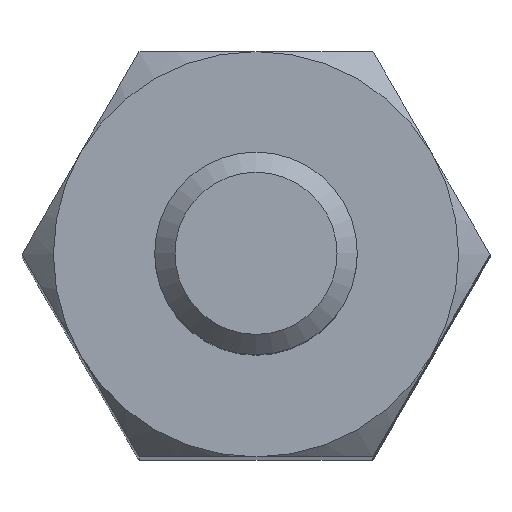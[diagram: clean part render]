
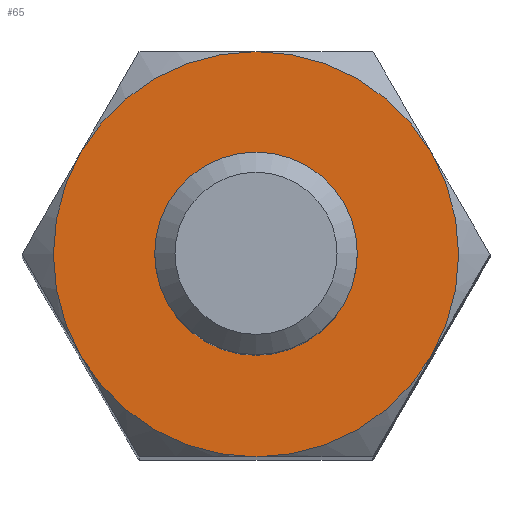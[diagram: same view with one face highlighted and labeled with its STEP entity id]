
A CAD part, top view. The second image highlights one B-rep face of the part: STEP entity #65.
In plain terms, the highlighted planar face has unit normal (0, 0, 1).
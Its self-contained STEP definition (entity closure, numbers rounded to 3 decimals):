
#65 = ADVANCED_FACE( '', ( #150, #151 ), #152, .T. );
#150 = FACE_BOUND( '', #262, .T. );
#151 = FACE_OUTER_BOUND( '', #263, .T. );
#152 = PLANE( '', #264 );
#262 = EDGE_LOOP( '', ( #384 ) );
#263 = EDGE_LOOP( '', ( #385, #386, #387, #388, #389, #390 ) );
#264 = AXIS2_PLACEMENT_3D( '', #391, #392, #393 );
#384 = ORIENTED_EDGE( '', *, *, #600, .T. );
#385 = ORIENTED_EDGE( '', *, *, #589, .F. );
#386 = ORIENTED_EDGE( '', *, *, #601, .F. );
#387 = ORIENTED_EDGE( '', *, *, #602, .F. );
#388 = ORIENTED_EDGE( '', *, *, #603, .T. );
#389 = ORIENTED_EDGE( '', *, *, #604, .F. );
#390 = ORIENTED_EDGE( '', *, *, #593, .F. );
#391 = CARTESIAN_POINT( '', ( 0., 0., 0. ) );
#392 = DIRECTION( '', ( 0., 0., 1. ) );
#393 = DIRECTION( '', ( 1., 0., 0. ) );
#589 = EDGE_CURVE( '', #678, #675, #680, .F. );
#593 = EDGE_CURVE( '', #675, #682, #686, .F. );
#600 = EDGE_CURVE( '', #696, #696, #697, .F. );
#601 = EDGE_CURVE( '', #698, #678, #699, .F. );
#602 = EDGE_CURVE( '', #700, #698, #701, .F. );
#603 = EDGE_CURVE( '', #700, #702, #703, .T. );
#604 = EDGE_CURVE( '', #682, #702, #704, .F. );
#675 = VERTEX_POINT( '', #806 );
#678 = VERTEX_POINT( '', #814 );
#680 = CIRCLE( '', #823, 2. );
#682 = VERTEX_POINT( '', #825 );
#686 = CIRCLE( '', #839, 2. );
#696 = VERTEX_POINT( '', #849 );
#697 = CIRCLE( '', #850, 0.85 );
#698 = VERTEX_POINT( '', #851 );
#699 = CIRCLE( '', #852, 2. );
#700 = VERTEX_POINT( '', #853 );
#701 = CIRCLE( '', #854, 2. );
#702 = VERTEX_POINT( '', #855 );
#703 = CIRCLE( '', #856, 2. );
#704 = CIRCLE( '', #857, 2. );
#806 = CARTESIAN_POINT( '', ( 0., -2., 0. ) );
#814 = CARTESIAN_POINT( '', ( 1.732, -1., 0. ) );
#823 = AXIS2_PLACEMENT_3D( '', #1050, #1051, #1052 );
#825 = CARTESIAN_POINT( '', ( -1.732, -1., 0. ) );
#839 = AXIS2_PLACEMENT_3D( '', #1053, #1054, #1055 );
#849 = CARTESIAN_POINT( '', ( 0.85, 0., 0. ) );
#850 = AXIS2_PLACEMENT_3D( '', #1065, #1066, #1067 );
#851 = CARTESIAN_POINT( '', ( 1.732, 1., 0. ) );
#852 = AXIS2_PLACEMENT_3D( '', #1068, #1069, #1070 );
#853 = CARTESIAN_POINT( '', ( 0., 2., 0. ) );
#854 = AXIS2_PLACEMENT_3D( '', #1071, #1072, #1073 );
#855 = CARTESIAN_POINT( '', ( -1.732, 1., 0. ) );
#856 = AXIS2_PLACEMENT_3D( '', #1074, #1075, #1076 );
#857 = AXIS2_PLACEMENT_3D( '', #1077, #1078, #1079 );
#1050 = CARTESIAN_POINT( '', ( 0., 0., 0. ) );
#1051 = DIRECTION( '', ( 0., 0., 1. ) );
#1052 = DIRECTION( '', ( 1., 0., 0. ) );
#1053 = CARTESIAN_POINT( '', ( 0., 0., 0. ) );
#1054 = DIRECTION( '', ( 0., 0., 1. ) );
#1055 = DIRECTION( '', ( 1., 0., 0. ) );
#1065 = CARTESIAN_POINT( '', ( 0., 0., 0. ) );
#1066 = DIRECTION( '', ( 0., 0., 1. ) );
#1067 = DIRECTION( '', ( 1., 0., 0. ) );
#1068 = CARTESIAN_POINT( '', ( 0., 0., 0. ) );
#1069 = DIRECTION( '', ( 0., 0., 1. ) );
#1070 = DIRECTION( '', ( 1., 0., 0. ) );
#1071 = CARTESIAN_POINT( '', ( 0., 0., 0. ) );
#1072 = DIRECTION( '', ( 0., 0., 1. ) );
#1073 = DIRECTION( '', ( 1., 0., 0. ) );
#1074 = CARTESIAN_POINT( '', ( 0., 0., 0. ) );
#1075 = DIRECTION( '', ( 0., 0., 1. ) );
#1076 = DIRECTION( '', ( 1., 0., 0. ) );
#1077 = CARTESIAN_POINT( '', ( 0., 0., 0. ) );
#1078 = DIRECTION( '', ( 0., 0., 1. ) );
#1079 = DIRECTION( '', ( 1., 0., 0. ) );
